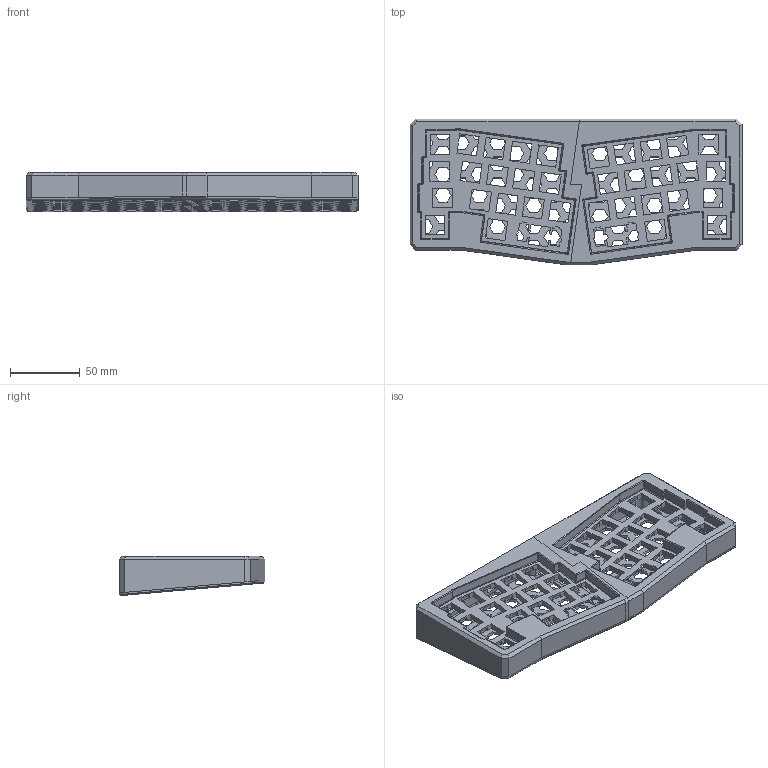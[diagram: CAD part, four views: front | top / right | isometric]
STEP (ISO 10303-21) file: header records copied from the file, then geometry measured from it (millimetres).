
FILE_DESCRIPTION(/* description */ (''),/* implementation_level */ '2;1');
FILE_NAME(/* name */ 'qal.step',/* time_stamp */ '2021-06-21T17:22:25-04:00',/* author */ (''),/* organization */ (''),/* preprocessor_version */ 'ST-DEVELOPER v18.1',/* originating_system */ 'Autodesk Translation Framework v10.9.0.1377',/* authorisation */ '');
FILE_SCHEMA (('AUTOMOTIVE_DESIGN { 1 0 10303 214 3 1 1 }'));
Length unit declared in the file: millimetre
Products named in the file (1): ali-integrated-plate
Bounding box: 237.22 x 104.23 x 28.06 mm (x, y, z)
Volume: 178704 mm3; surface area: 108913.2 mm2
Topology: 4 solids, 4 shells, 1583 faces, 4451 edges, 2898 vertices
Faces by surface type: plane 1327, cylinder 172, sphere 38, torus 38, bspline 8
Full cylindrical faces by diameter (mm): 4.25 x8, 4.9 x8, 7.85 x8, 8 x4
Entity records: 50743 total; most frequent: CARTESIAN_POINT 8973, ORIENTED_EDGE 8902, DIRECTION 7995, EDGE_CURVE 4451, LINE 4059, VECTOR 4059, VERTEX_POINT 2898, AXIS2_PLACEMENT_3D 1968
